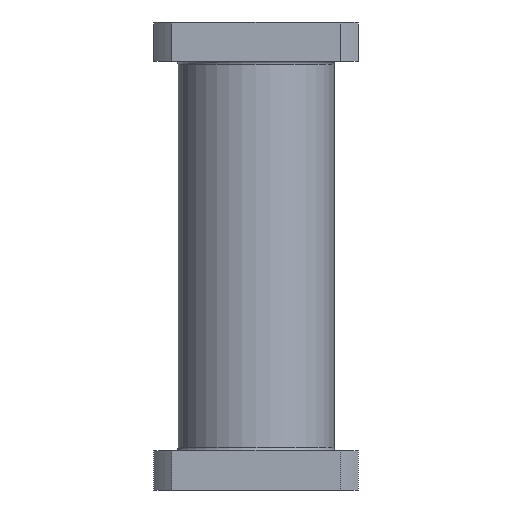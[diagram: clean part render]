
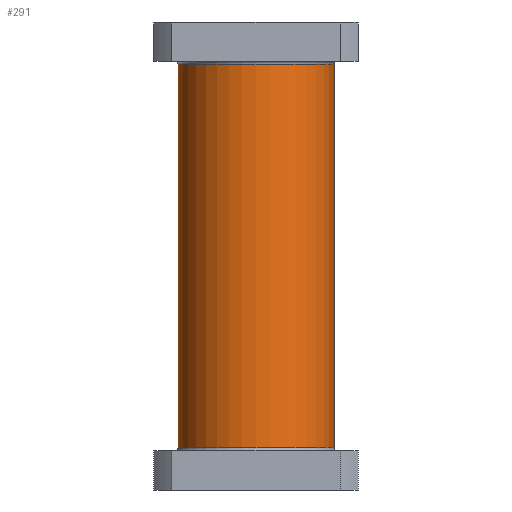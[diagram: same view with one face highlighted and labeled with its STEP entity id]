
A CAD part, front view. The second image highlights one B-rep face of the part: STEP entity #291.
In plain terms, the highlighted cylindrical face has radius 12.7 mm (diameter 25.4 mm), a partial arc.
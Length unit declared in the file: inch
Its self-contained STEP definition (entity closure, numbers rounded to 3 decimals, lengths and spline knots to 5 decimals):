
#4 = VERTEX_POINT ( 'NONE', #930 ) ;
#33 = DIRECTION ( 'NONE',  ( 0., 0., 1. ) ) ;
#60 = CIRCLE ( 'NONE', #888, 0.5 ) ;
#66 = EDGE_CURVE ( 'NONE', #809, #846, #1021, .T. ) ;
#79 = DIRECTION ( 'NONE',  ( -1., 0., 0. ) ) ;
#101 = ORIENTED_EDGE ( 'NONE', *, *, #1458, .F. ) ;
#106 = DIRECTION ( 'NONE',  ( 0., 0., -1. ) ) ;
#130 = VECTOR ( 'NONE', #907, 39.37008 ) ;
#187 = CARTESIAN_POINT ( 'NONE',  ( 0., 0., 1.5 ) ) ;
#212 = VECTOR ( 'NONE', #106, 39.37008 ) ;
#230 = ORIENTED_EDGE ( 'NONE', *, *, #66, .T. ) ;
#291 = ADVANCED_FACE ( 'NONE', ( #301 ), #749, .T. ) ;
#296 = DIRECTION ( 'NONE',  ( -1., 0., 0. ) ) ;
#301 = FACE_OUTER_BOUND ( 'NONE', #1036, .T. ) ;
#303 = EDGE_CURVE ( 'NONE', #4, #809, #1135, .T. ) ;
#306 = CARTESIAN_POINT ( 'NONE',  ( 0.5, 0., 1.23 ) ) ;
#341 = CARTESIAN_POINT ( 'NONE',  ( 0.5, 0., -1.23 ) ) ;
#529 = CARTESIAN_POINT ( 'NONE',  ( 0., 0., 1.23 ) ) ;
#749 = CYLINDRICAL_SURFACE ( 'NONE', #1299, 0.5 ) ;
#802 = ORIENTED_EDGE ( 'NONE', *, *, #303, .T. ) ;
#809 = VERTEX_POINT ( 'NONE', #1165 ) ;
#812 = DIRECTION ( 'NONE',  ( 1., 0., 0. ) ) ;
#833 = CARTESIAN_POINT ( 'NONE',  ( 0., 0., -1.23 ) ) ;
#846 = VERTEX_POINT ( 'NONE', #341 ) ;
#888 = AXIS2_PLACEMENT_3D ( 'NONE', #529, #1320, #296 ) ;
#892 = CARTESIAN_POINT ( 'NONE',  ( -0.5, 0., 1.5 ) ) ;
#907 = DIRECTION ( 'NONE',  ( 0., 0., -1. ) ) ;
#918 = CARTESIAN_POINT ( 'NONE',  ( 0.5, 0., 1.5 ) ) ;
#923 = AXIS2_PLACEMENT_3D ( 'NONE', #833, #33, #812 ) ;
#930 = CARTESIAN_POINT ( 'NONE',  ( -0.5, 0., 1.23 ) ) ;
#1021 = CIRCLE ( 'NONE', #923, 0.5 ) ;
#1030 = LINE ( 'NONE', #918, #212 ) ;
#1036 = EDGE_LOOP ( 'NONE', ( #101, #1068, #802, #230 ) ) ;
#1068 = ORIENTED_EDGE ( 'NONE', *, *, #1261, .T. ) ;
#1098 = DIRECTION ( 'NONE',  ( 0., 0., -1. ) ) ;
#1135 = LINE ( 'NONE', #892, #130 ) ;
#1165 = CARTESIAN_POINT ( 'NONE',  ( -0.5, 0., -1.23 ) ) ;
#1223 = VERTEX_POINT ( 'NONE', #306 ) ;
#1261 = EDGE_CURVE ( 'NONE', #1223, #4, #60, .T. ) ;
#1299 = AXIS2_PLACEMENT_3D ( 'NONE', #187, #1098, #79 ) ;
#1320 = DIRECTION ( 'NONE',  ( 0., 0., -1. ) ) ;
#1458 = EDGE_CURVE ( 'NONE', #1223, #846, #1030, .T. ) ;
